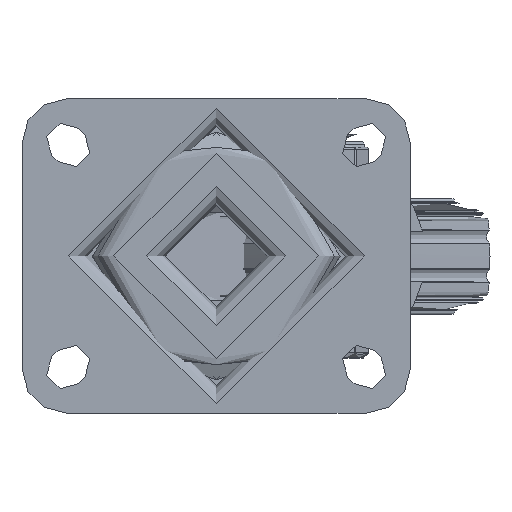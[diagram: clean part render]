
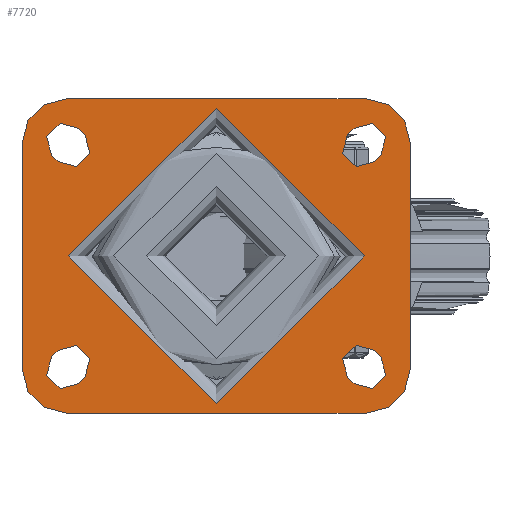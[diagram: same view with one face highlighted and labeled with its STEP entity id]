
A CAD part, top view. The second image highlights one B-rep face of the part: STEP entity #7720.
In plain terms, the highlighted planar face has unit normal (0, 0, 1).
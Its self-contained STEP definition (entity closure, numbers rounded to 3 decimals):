
#540=FACE_BOUND('',#2606,.T.);
#541=FACE_BOUND('',#2607,.T.);
#542=FACE_BOUND('',#2608,.T.);
#543=FACE_BOUND('',#2609,.T.);
#544=FACE_BOUND('',#2610,.T.);
#598=PLANE('',#8409);
#836=LINE('',#11838,#1397);
#837=LINE('',#11839,#1398);
#838=LINE('',#11840,#1399);
#839=LINE('',#11841,#1400);
#840=LINE('',#11842,#1401);
#841=LINE('',#11843,#1402);
#842=LINE('',#11844,#1403);
#843=LINE('',#11845,#1404);
#844=LINE('',#11846,#1405);
#845=LINE('',#11847,#1406);
#846=LINE('',#11848,#1407);
#847=LINE('',#11849,#1408);
#1397=VECTOR('',#9449,1000.);
#1398=VECTOR('',#9450,1000.);
#1399=VECTOR('',#9451,1000.);
#1400=VECTOR('',#9452,1000.);
#1401=VECTOR('',#9453,1000.);
#1402=VECTOR('',#9454,1000.);
#1403=VECTOR('',#9455,1000.);
#1404=VECTOR('',#9456,1000.);
#1405=VECTOR('',#9457,1000.);
#1406=VECTOR('',#9458,1000.);
#1407=VECTOR('',#9459,1000.);
#1408=VECTOR('',#9460,1000.);
#2126=FACE_OUTER_BOUND('',#2605,.T.);
#2605=EDGE_LOOP('',(#5479,#5480,#5481,#5482,#5483,#5484,#5485,#5486));
#2606=EDGE_LOOP('',(#5487));
#2607=EDGE_LOOP('',(#5488,#5489,#5490,#5491));
#2608=EDGE_LOOP('',(#5492,#5493,#5494,#5495));
#2609=EDGE_LOOP('',(#5496,#5497,#5498,#5499));
#2610=EDGE_LOOP('',(#5500,#5501,#5502,#5503));
#3109=CIRCLE('',#8333,5.125);
#3110=CIRCLE('',#8335,5.125);
#3113=CIRCLE('',#8339,5.125);
#3114=CIRCLE('',#8341,5.125);
#3116=CIRCLE('',#8344,5.125);
#3119=CIRCLE('',#8348,5.125);
#3120=CIRCLE('',#8350,5.125);
#3123=CIRCLE('',#8354,5.125);
#3124=CIRCLE('',#8356,12.);
#3126=CIRCLE('',#8359,12.);
#3128=CIRCLE('',#8362,12.);
#3130=CIRCLE('',#8365,12.);
#3133=CIRCLE('',#8370,40.);
#3514=VERTEX_POINT('',#11667);
#3515=VERTEX_POINT('',#11669);
#3516=VERTEX_POINT('',#11673);
#3517=VERTEX_POINT('',#11674);
#3522=VERTEX_POINT('',#11685);
#3523=VERTEX_POINT('',#11687);
#3524=VERTEX_POINT('',#11691);
#3525=VERTEX_POINT('',#11692);
#3528=VERTEX_POINT('',#11700);
#3529=VERTEX_POINT('',#11701);
#3534=VERTEX_POINT('',#11712);
#3535=VERTEX_POINT('',#11714);
#3536=VERTEX_POINT('',#11718);
#3537=VERTEX_POINT('',#11719);
#3542=VERTEX_POINT('',#11730);
#3543=VERTEX_POINT('',#11732);
#3544=VERTEX_POINT('',#11736);
#3545=VERTEX_POINT('',#11737);
#3548=VERTEX_POINT('',#11745);
#3549=VERTEX_POINT('',#11746);
#3552=VERTEX_POINT('',#11754);
#3553=VERTEX_POINT('',#11755);
#3556=VERTEX_POINT('',#11763);
#3557=VERTEX_POINT('',#11764);
#3561=VERTEX_POINT('',#11776);
#4224=EDGE_CURVE('',#3515,#3514,#3109,.T.);
#4226=EDGE_CURVE('',#3516,#3517,#3110,.T.);
#4232=EDGE_CURVE('',#3523,#3522,#3113,.T.);
#4234=EDGE_CURVE('',#3524,#3525,#3114,.T.);
#4238=EDGE_CURVE('',#3528,#3529,#3116,.T.);
#4244=EDGE_CURVE('',#3535,#3534,#3119,.T.);
#4246=EDGE_CURVE('',#3536,#3537,#3120,.T.);
#4252=EDGE_CURVE('',#3543,#3542,#3123,.T.);
#4254=EDGE_CURVE('',#3544,#3545,#3124,.T.);
#4258=EDGE_CURVE('',#3548,#3549,#3126,.T.);
#4262=EDGE_CURVE('',#3552,#3553,#3128,.T.);
#4266=EDGE_CURVE('',#3556,#3557,#3130,.T.);
#4272=EDGE_CURVE('',#3561,#3561,#3133,.T.);
#4301=EDGE_CURVE('',#3553,#3556,#836,.T.);
#4302=EDGE_CURVE('',#3549,#3552,#837,.T.);
#4303=EDGE_CURVE('',#3545,#3548,#838,.T.);
#4304=EDGE_CURVE('',#3557,#3544,#839,.T.);
#4305=EDGE_CURVE('',#3537,#3543,#840,.T.);
#4306=EDGE_CURVE('',#3542,#3536,#841,.T.);
#4307=EDGE_CURVE('',#3529,#3535,#842,.T.);
#4308=EDGE_CURVE('',#3534,#3528,#843,.T.);
#4309=EDGE_CURVE('',#3522,#3524,#844,.T.);
#4310=EDGE_CURVE('',#3525,#3523,#845,.T.);
#4311=EDGE_CURVE('',#3514,#3516,#846,.T.);
#4312=EDGE_CURVE('',#3517,#3515,#847,.T.);
#5479=ORIENTED_EDGE('',*,*,#4266,.F.);
#5480=ORIENTED_EDGE('',*,*,#4301,.F.);
#5481=ORIENTED_EDGE('',*,*,#4262,.F.);
#5482=ORIENTED_EDGE('',*,*,#4302,.F.);
#5483=ORIENTED_EDGE('',*,*,#4258,.F.);
#5484=ORIENTED_EDGE('',*,*,#4303,.F.);
#5485=ORIENTED_EDGE('',*,*,#4254,.F.);
#5486=ORIENTED_EDGE('',*,*,#4304,.F.);
#5487=ORIENTED_EDGE('',*,*,#4272,.F.);
#5488=ORIENTED_EDGE('',*,*,#4305,.T.);
#5489=ORIENTED_EDGE('',*,*,#4252,.T.);
#5490=ORIENTED_EDGE('',*,*,#4306,.T.);
#5491=ORIENTED_EDGE('',*,*,#4246,.T.);
#5492=ORIENTED_EDGE('',*,*,#4307,.T.);
#5493=ORIENTED_EDGE('',*,*,#4244,.T.);
#5494=ORIENTED_EDGE('',*,*,#4308,.T.);
#5495=ORIENTED_EDGE('',*,*,#4238,.T.);
#5496=ORIENTED_EDGE('',*,*,#4309,.T.);
#5497=ORIENTED_EDGE('',*,*,#4234,.T.);
#5498=ORIENTED_EDGE('',*,*,#4310,.T.);
#5499=ORIENTED_EDGE('',*,*,#4232,.T.);
#5500=ORIENTED_EDGE('',*,*,#4311,.T.);
#5501=ORIENTED_EDGE('',*,*,#4226,.T.);
#5502=ORIENTED_EDGE('',*,*,#4312,.T.);
#5503=ORIENTED_EDGE('',*,*,#4224,.T.);
#7720=ADVANCED_FACE('',(#2126,#540,#541,#542,#543,#544),#598,.T.);
#8333=AXIS2_PLACEMENT_3D('',#11670,#9267,#9268);
#8335=AXIS2_PLACEMENT_3D('',#11675,#9272,#9273);
#8339=AXIS2_PLACEMENT_3D('',#11688,#9283,#9284);
#8341=AXIS2_PLACEMENT_3D('',#11693,#9288,#9289);
#8344=AXIS2_PLACEMENT_3D('',#11702,#9296,#9297);
#8348=AXIS2_PLACEMENT_3D('',#11715,#9307,#9308);
#8350=AXIS2_PLACEMENT_3D('',#11720,#9312,#9313);
#8354=AXIS2_PLACEMENT_3D('',#11733,#9323,#9324);
#8356=AXIS2_PLACEMENT_3D('',#11738,#9328,#9329);
#8359=AXIS2_PLACEMENT_3D('',#11747,#9336,#9337);
#8362=AXIS2_PLACEMENT_3D('',#11756,#9344,#9345);
#8365=AXIS2_PLACEMENT_3D('',#11765,#9352,#9353);
#8370=AXIS2_PLACEMENT_3D('',#11777,#9365,#9366);
#8409=AXIS2_PLACEMENT_3D('',#11837,#9447,#9448);
#9267=DIRECTION('center_axis',(0.,0.,-1.));
#9268=DIRECTION('ref_axis',(-1.,0.,0.));
#9272=DIRECTION('center_axis',(0.,0.,-1.));
#9273=DIRECTION('ref_axis',(-1.,0.,0.));
#9283=DIRECTION('center_axis',(0.,0.,-1.));
#9284=DIRECTION('ref_axis',(-1.,0.,0.));
#9288=DIRECTION('center_axis',(0.,0.,-1.));
#9289=DIRECTION('ref_axis',(-1.,0.,0.));
#9296=DIRECTION('center_axis',(0.,0.,-1.));
#9297=DIRECTION('ref_axis',(1.,0.,0.));
#9307=DIRECTION('center_axis',(0.,0.,-1.));
#9308=DIRECTION('ref_axis',(1.,0.,0.));
#9312=DIRECTION('center_axis',(0.,0.,-1.));
#9313=DIRECTION('ref_axis',(1.,0.,0.));
#9323=DIRECTION('center_axis',(0.,0.,-1.));
#9324=DIRECTION('ref_axis',(1.,0.,0.));
#9328=DIRECTION('center_axis',(0.,0.,-1.));
#9329=DIRECTION('ref_axis',(-0.707,0.707,0.));
#9336=DIRECTION('center_axis',(0.,0.,-1.));
#9337=DIRECTION('ref_axis',(0.707,0.707,0.));
#9344=DIRECTION('center_axis',(0.,0.,-1.));
#9345=DIRECTION('ref_axis',(0.707,-0.707,0.));
#9352=DIRECTION('center_axis',(0.,0.,-1.));
#9353=DIRECTION('ref_axis',(-0.707,-0.707,0.));
#9365=DIRECTION('center_axis',(0.,0.,1.));
#9366=DIRECTION('ref_axis',(1.,0.,0.));
#9447=DIRECTION('center_axis',(0.,0.,1.));
#9448=DIRECTION('ref_axis',(1.,0.,0.));
#9449=DIRECTION('',(-1.,0.,0.));
#9450=DIRECTION('',(0.,-1.,0.));
#9451=DIRECTION('',(1.,0.,0.));
#9452=DIRECTION('',(0.,1.,0.));
#9453=DIRECTION('',(-0.707,0.707,0.));
#9454=DIRECTION('',(0.707,-0.707,0.));
#9455=DIRECTION('',(-0.707,-0.707,0.));
#9456=DIRECTION('',(0.707,0.707,0.));
#9457=DIRECTION('',(-0.707,-0.707,0.));
#9458=DIRECTION('',(0.707,0.707,0.));
#9459=DIRECTION('',(-0.707,0.707,0.));
#9460=DIRECTION('',(0.707,-0.707,0.));
#11667=CARTESIAN_POINT('',(37.26,-34.508,0.));
#11669=CARTESIAN_POINT('',(44.508,-27.26,0.));
#11670=CARTESIAN_POINT('Origin',(40.884,-30.884,0.));
#11673=CARTESIAN_POINT('',(35.492,-32.74,0.));
#11674=CARTESIAN_POINT('',(42.74,-25.492,0.));
#11675=CARTESIAN_POINT('Origin',(39.116,-29.116,0.));
#11685=CARTESIAN_POINT('',(44.508,27.26,0.));
#11687=CARTESIAN_POINT('',(37.26,34.508,0.));
#11688=CARTESIAN_POINT('Origin',(40.884,30.884,0.));
#11691=CARTESIAN_POINT('',(42.74,25.492,0.));
#11692=CARTESIAN_POINT('',(35.492,32.74,0.));
#11693=CARTESIAN_POINT('Origin',(39.116,29.116,0.));
#11700=CARTESIAN_POINT('',(-42.74,-25.492,0.));
#11701=CARTESIAN_POINT('',(-35.492,-32.74,0.));
#11702=CARTESIAN_POINT('Origin',(-39.116,-29.116,0.));
#11712=CARTESIAN_POINT('',(-44.508,-27.26,0.));
#11714=CARTESIAN_POINT('',(-37.26,-34.508,0.));
#11715=CARTESIAN_POINT('Origin',(-40.884,-30.884,0.));
#11718=CARTESIAN_POINT('',(-35.492,32.74,0.));
#11719=CARTESIAN_POINT('',(-42.74,25.492,0.));
#11720=CARTESIAN_POINT('Origin',(-39.116,29.116,0.));
#11730=CARTESIAN_POINT('',(-37.26,34.508,0.));
#11732=CARTESIAN_POINT('',(-44.508,27.26,0.));
#11733=CARTESIAN_POINT('Origin',(-40.884,30.884,0.));
#11736=CARTESIAN_POINT('',(-52.5,30.5,0.));
#11737=CARTESIAN_POINT('',(-40.5,42.5,0.));
#11738=CARTESIAN_POINT('Origin',(-40.5,30.5,0.));
#11745=CARTESIAN_POINT('',(40.5,42.5,0.));
#11746=CARTESIAN_POINT('',(52.5,30.5,0.));
#11747=CARTESIAN_POINT('Origin',(40.5,30.5,0.));
#11754=CARTESIAN_POINT('',(52.5,-30.5,0.));
#11755=CARTESIAN_POINT('',(40.5,-42.5,0.));
#11756=CARTESIAN_POINT('Origin',(40.5,-30.5,0.));
#11763=CARTESIAN_POINT('',(-40.5,-42.5,0.));
#11764=CARTESIAN_POINT('',(-52.5,-30.5,0.));
#11765=CARTESIAN_POINT('Origin',(-40.5,-30.5,0.));
#11776=CARTESIAN_POINT('',(40.,0.,0.));
#11777=CARTESIAN_POINT('Origin',(0.,0.,0.));
#11837=CARTESIAN_POINT('Origin',(0.,0.,0.));
#11838=CARTESIAN_POINT('',(52.5,-42.5,0.));
#11839=CARTESIAN_POINT('',(52.5,42.5,0.));
#11840=CARTESIAN_POINT('',(-52.5,42.5,0.));
#11841=CARTESIAN_POINT('',(-52.5,-42.5,0.));
#11842=CARTESIAN_POINT('',(-44.508,27.26,0.));
#11843=CARTESIAN_POINT('',(-37.26,34.508,0.));
#11844=CARTESIAN_POINT('',(-37.26,-34.508,0.));
#11845=CARTESIAN_POINT('',(-44.508,-27.26,0.));
#11846=CARTESIAN_POINT('',(44.508,27.26,0.));
#11847=CARTESIAN_POINT('',(37.26,34.508,0.));
#11848=CARTESIAN_POINT('',(37.26,-34.508,0.));
#11849=CARTESIAN_POINT('',(44.508,-27.26,0.));
